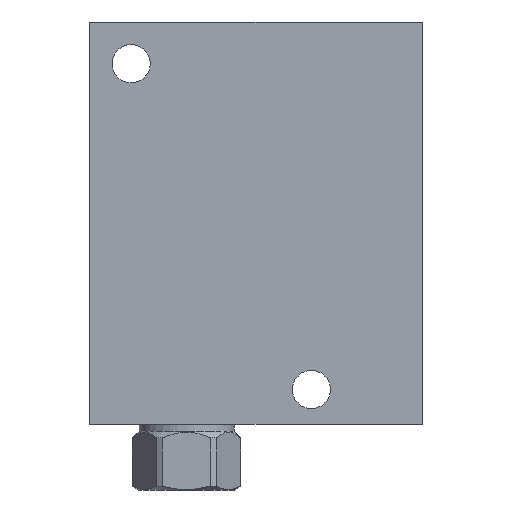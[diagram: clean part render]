
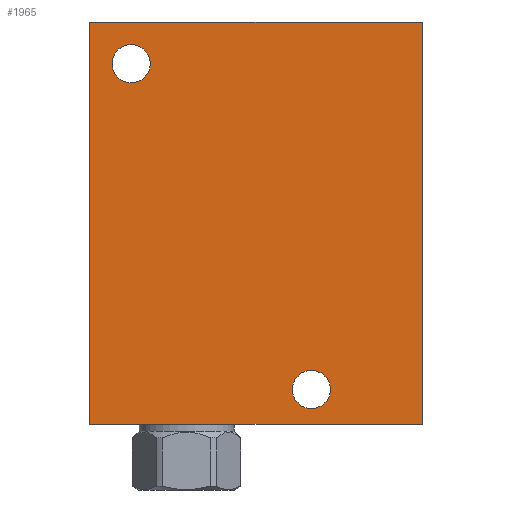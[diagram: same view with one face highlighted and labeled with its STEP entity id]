
A CAD part, front view. The second image highlights one B-rep face of the part: STEP entity #1965.
In plain terms, the highlighted planar face has unit normal (0, -1, 0).
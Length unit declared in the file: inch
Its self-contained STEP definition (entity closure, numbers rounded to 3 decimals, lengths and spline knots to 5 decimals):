
#5=DIRECTION('',(1.,0.,0.));
#6=VECTOR('',#5,3.);
#7=CARTESIAN_POINT('',(0.,-2.,0.));
#8=LINE('',#7,#6);
#75=DIRECTION('',(0.,0.,1.));
#76=VECTOR('',#75,3.625);
#77=CARTESIAN_POINT('',(3.,-2.,0.));
#78=LINE('',#77,#76);
#99=DIRECTION('',(0.,0.,1.));
#100=VECTOR('',#99,3.625);
#101=CARTESIAN_POINT('',(0.,-2.,0.));
#102=LINE('',#101,#100);
#103=CARTESIAN_POINT('',(0.375,-2.,3.25));
#104=DIRECTION('',(0.,-1.,0.));
#105=DIRECTION('',(-1.,0.,0.));
#106=AXIS2_PLACEMENT_3D('',#103,#104,#105);
#108=CARTESIAN_POINT('',(0.375,-2.,3.25));
#109=DIRECTION('',(0.,-1.,0.));
#110=DIRECTION('',(1.,0.,0.));
#111=AXIS2_PLACEMENT_3D('',#108,#109,#110);
#113=CARTESIAN_POINT('',(2.,-2.,0.312));
#114=DIRECTION('',(0.,-1.,0.));
#115=DIRECTION('',(-1.,0.,0.));
#116=AXIS2_PLACEMENT_3D('',#113,#114,#115);
#118=CARTESIAN_POINT('',(2.,-2.,0.312));
#119=DIRECTION('',(0.,-1.,0.));
#120=DIRECTION('',(1.,0.,0.));
#121=AXIS2_PLACEMENT_3D('',#118,#119,#120);
#135=DIRECTION('',(1.,0.,0.));
#136=VECTOR('',#135,3.);
#137=CARTESIAN_POINT('',(0.,-2.,3.625));
#138=LINE('',#137,#136);
#1622=CARTESIAN_POINT('',(0.,-2.,0.));
#1624=VERTEX_POINT('',#1622);
#1625=CARTESIAN_POINT('',(3.,-2.,0.));
#1626=VERTEX_POINT('',#1625);
#1630=CARTESIAN_POINT('',(0.,-2.,3.625));
#1632=VERTEX_POINT('',#1630);
#1633=CARTESIAN_POINT('',(3.,-2.,3.625));
#1634=VERTEX_POINT('',#1633);
#1750=CARTESIAN_POINT('',(0.203,-2.,3.25));
#1751=CARTESIAN_POINT('',(0.547,-2.,3.25));
#1752=VERTEX_POINT('',#1750);
#1753=VERTEX_POINT('',#1751);
#1758=CARTESIAN_POINT('',(1.828,-2.,0.312));
#1759=CARTESIAN_POINT('',(2.172,-2.,0.312));
#1760=VERTEX_POINT('',#1758);
#1761=VERTEX_POINT('',#1759);
#1941=CARTESIAN_POINT('',(0.,-2.,0.));
#1942=DIRECTION('',(0.,-1.,0.));
#1943=DIRECTION('',(1.,0.,0.));
#1944=AXIS2_PLACEMENT_3D('',#1941,#1942,#1943);
#1945=PLANE('',#1944);
#1946=ORIENTED_EDGE('',*,*,#1847,.F.);
#1947=ORIENTED_EDGE('',*,*,#1872,.T.);
#1949=ORIENTED_EDGE('',*,*,#1948,.T.);
#1950=ORIENTED_EDGE('',*,*,#1921,.F.);
#1951=EDGE_LOOP('',(#1946,#1947,#1949,#1950));
#1952=FACE_OUTER_BOUND('',#1951,.F.);
#1954=ORIENTED_EDGE('',*,*,#1953,.T.);
#1956=ORIENTED_EDGE('',*,*,#1955,.T.);
#1957=EDGE_LOOP('',(#1954,#1956));
#1958=FACE_BOUND('',#1957,.F.);
#1960=ORIENTED_EDGE('',*,*,#1959,.T.);
#1962=ORIENTED_EDGE('',*,*,#1961,.T.);
#1963=EDGE_LOOP('',(#1960,#1962));
#1964=FACE_BOUND('',#1963,.F.);
#1965=ADVANCED_FACE('',(#1952,#1958,#1964),#1945,.T.);
#107=CIRCLE('',#106,0.172);
#112=CIRCLE('',#111,0.172);
#117=CIRCLE('',#116,0.172);
#122=CIRCLE('',#121,0.172);
#1847=EDGE_CURVE('',#1624,#1626,#8,.T.);
#1872=EDGE_CURVE('',#1624,#1632,#102,.T.);
#1921=EDGE_CURVE('',#1626,#1634,#78,.T.);
#1948=EDGE_CURVE('',#1632,#1634,#138,.T.);
#1953=EDGE_CURVE('',#1752,#1753,#107,.T.);
#1955=EDGE_CURVE('',#1753,#1752,#112,.T.);
#1959=EDGE_CURVE('',#1760,#1761,#117,.T.);
#1961=EDGE_CURVE('',#1761,#1760,#122,.T.);
